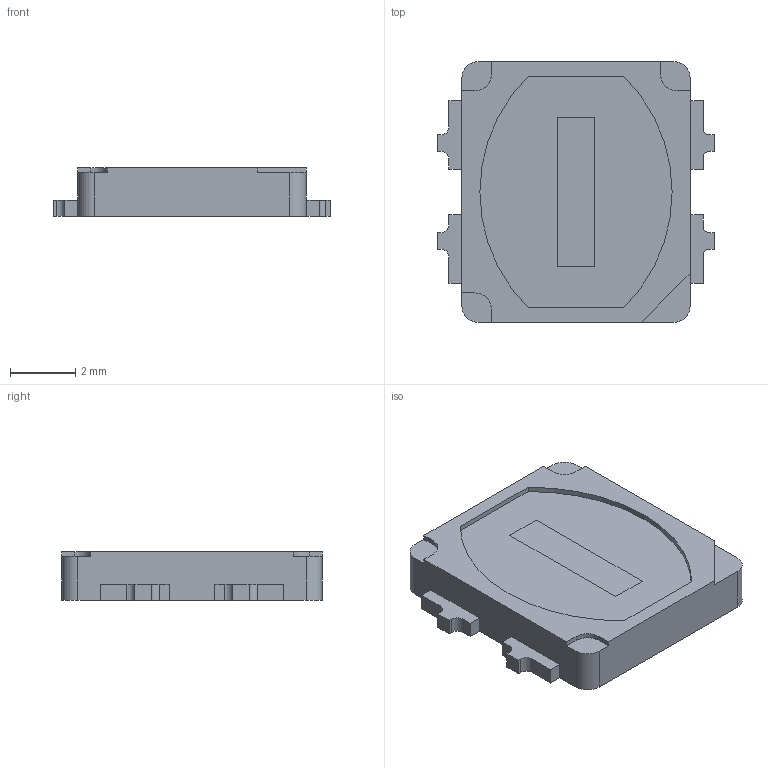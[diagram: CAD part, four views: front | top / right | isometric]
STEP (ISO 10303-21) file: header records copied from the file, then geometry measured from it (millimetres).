
FILE_DESCRIPTION (( 'STEP AP214' ), '1' );
FILE_NAME ('NC4W093B1.STEP', '2019-09-06T03:53:05', ( '' ), ( '' ), 'SwSTEP 2.0', 'SolidWorks 2017', '' );
FILE_SCHEMA (( 'AUTOMOTIVE_DESIGN' ));
Length unit declared in the file: millimetre
Products named in the file (5): 4_3; 3_3; 2_3; 1_3; NC4W093B1
Assembly tree (4 placements, depth 2):
  NC4W093B1
    1_3
    2_3
    3_3
    4_3
Bounding box: 8.5 x 8 x 1.5 mm (x, y, z)
Volume: 78.6 mm3; surface area: 331.8 mm2
Topology: 6 solids, 6 shells, 209 faces, 588 edges, 392 vertices
Faces by surface type: plane 132, cylinder 77
Entity records: 9275 total; most frequent: CARTESIAN_POINT 1196, ORIENTED_EDGE 1176, DIRECTION 1174, EDGE_CURVE 588, LINE 434, VECTOR 434, VERTEX_POINT 392, AXIS2_PLACEMENT_3D 370
